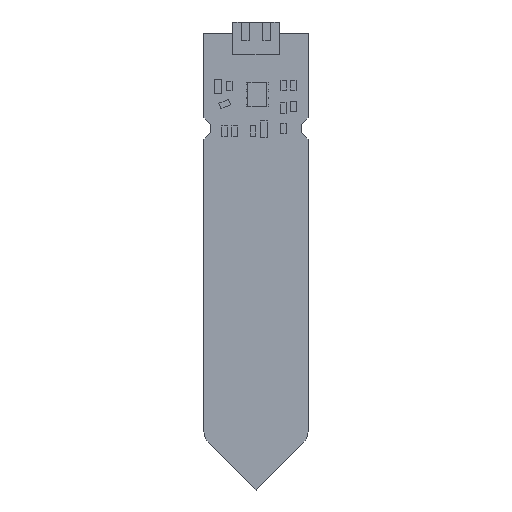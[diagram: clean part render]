
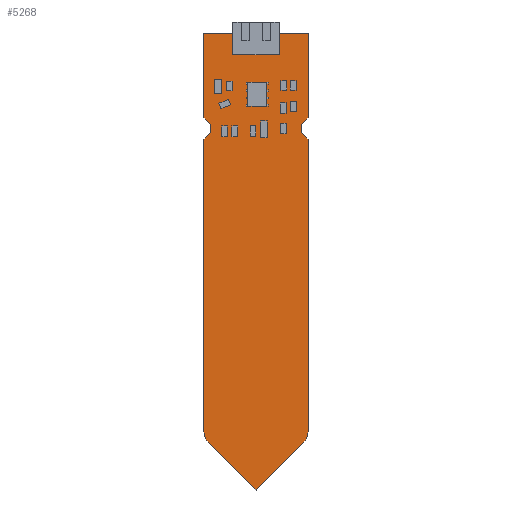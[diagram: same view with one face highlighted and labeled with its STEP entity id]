
A CAD part, top view. The second image highlights one B-rep face of the part: STEP entity #5268.
In plain terms, the highlighted planar face has unit normal (0, 0, 1).
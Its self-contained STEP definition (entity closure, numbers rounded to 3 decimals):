
#75 = EDGE_CURVE ( 'NONE', #934, #4404, #888, .T. ) ;
#94 = ORIENTED_EDGE ( 'NONE', *, *, #3430, .T. ) ;
#186 = CARTESIAN_POINT ( 'NONE',  ( -10.183, -87.317, 0.9 ) ) ;
#207 = ORIENTED_EDGE ( 'NONE', *, *, #3770, .T. ) ;
#215 = CARTESIAN_POINT ( 'NONE',  ( 11.112, -22.5, 0.9 ) ) ;
#261 = DIRECTION ( 'NONE',  ( -0.707, -0.707, 0. ) ) ;
#391 = CARTESIAN_POINT ( 'NONE',  ( -9.75, -19.362, 0.9 ) ) ;
#414 = VECTOR ( 'NONE', #261, 1000. ) ;
#442 = CARTESIAN_POINT ( 'NONE',  ( 11.112, 0., 0.9 ) ) ;
#498 = CARTESIAN_POINT ( 'NONE',  ( 11.112, -85.072, 0.9 ) ) ;
#505 = ORIENTED_EDGE ( 'NONE', *, *, #75, .T. ) ;
#524 = DIRECTION ( 'NONE',  ( 0., 1., 0. ) ) ;
#546 = VECTOR ( 'NONE', #2983, 1000. ) ;
#587 = VECTOR ( 'NONE', #3493, 1000. ) ;
#620 = DIRECTION ( 'NONE',  ( 0., 0., 1. ) ) ;
#667 = LINE ( 'NONE', #998, #2794 ) ;
#756 = CARTESIAN_POINT ( 'NONE',  ( -11.112, 0., 0.9 ) ) ;
#861 = VECTOR ( 'NONE', #2388, 1000. ) ;
#888 = LINE ( 'NONE', #2550, #546 ) ;
#934 = VERTEX_POINT ( 'NONE', #3697 ) ;
#973 = AXIS2_PLACEMENT_3D ( 'NONE', #3514, #620, #3144 ) ;
#998 = CARTESIAN_POINT ( 'NONE',  ( 11.112, -85.072, 0.9 ) ) ;
#1004 = LINE ( 'NONE', #4353, #4092 ) ;
#1018 = CARTESIAN_POINT ( 'NONE',  ( -7.938, -85.072, 0.9 ) ) ;
#1021 = DIRECTION ( 'NONE',  ( 1., 0., 0. ) ) ;
#1026 = LINE ( 'NONE', #186, #3146 ) ;
#1044 = DIRECTION ( 'NONE',  ( 0., -1., 0. ) ) ;
#1067 = EDGE_CURVE ( 'NONE', #5256, #4417, #3324, .T. ) ;
#1118 = VERTEX_POINT ( 'NONE', #2887 ) ;
#1227 = CARTESIAN_POINT ( 'NONE',  ( -11.112, -85.072, 0.9 ) ) ;
#1236 = AXIS2_PLACEMENT_3D ( 'NONE', #1018, #2679, #4369 ) ;
#1468 = ORIENTED_EDGE ( 'NONE', *, *, #3392, .T. ) ;
#1494 = DIRECTION ( 'NONE',  ( -0.707, 0.707, 0. ) ) ;
#1542 = LINE ( 'NONE', #756, #861 ) ;
#1560 = AXIS2_PLACEMENT_3D ( 'NONE', #3422, #4372, #1021 ) ;
#1569 = CARTESIAN_POINT ( 'NONE',  ( -9.75, -21.137, 0.9 ) ) ;
#1593 = ORIENTED_EDGE ( 'NONE', *, *, #4481, .T. ) ;
#1624 = ORIENTED_EDGE ( 'NONE', *, *, #4391, .T. ) ;
#1719 = DIRECTION ( 'NONE',  ( 0., 1., 0. ) ) ;
#1723 = CARTESIAN_POINT ( 'NONE',  ( -11.113, -18., 0.9 ) ) ;
#1731 = EDGE_CURVE ( 'NONE', #4404, #4946, #2558, .T. ) ;
#1828 = VECTOR ( 'NONE', #3978, 1000. ) ;
#1851 = PLANE ( 'NONE',  #973 ) ;
#1868 = CARTESIAN_POINT ( 'NONE',  ( 10.183, -87.317, 0.9 ) ) ;
#1907 = ORIENTED_EDGE ( 'NONE', *, *, #1067, .T. ) ;
#1911 = ORIENTED_EDGE ( 'NONE', *, *, #1731, .T. ) ;
#1958 = ORIENTED_EDGE ( 'NONE', *, *, #3830, .T. ) ;
#2181 = EDGE_CURVE ( 'NONE', #4417, #5147, #2953, .T. ) ;
#2362 = DIRECTION ( 'NONE',  ( 0., -1., 0. ) ) ;
#2375 = EDGE_LOOP ( 'NONE', ( #207, #4541, #1468, #1958, #4406, #4733, #3062, #1907, #4486, #1593, #1624, #2907, #505, #1911, #94 ) ) ;
#2388 = DIRECTION ( 'NONE',  ( -1., 0., 0. ) ) ;
#2445 = VERTEX_POINT ( 'NONE', #4935 ) ;
#2505 = VERTEX_POINT ( 'NONE', #391 ) ;
#2550 = CARTESIAN_POINT ( 'NONE',  ( 9.75, -19.362, 0.9 ) ) ;
#2558 = LINE ( 'NONE', #442, #4094 ) ;
#2595 = EDGE_CURVE ( 'NONE', #3239, #934, #1004, .T. ) ;
#2645 = LINE ( 'NONE', #4335, #4109 ) ;
#2655 = VERTEX_POINT ( 'NONE', #3075 ) ;
#2679 = DIRECTION ( 'NONE',  ( 0., 0., 1. ) ) ;
#2765 = CARTESIAN_POINT ( 'NONE',  ( 11.112, 0., 0.9 ) ) ;
#2770 = LINE ( 'NONE', #3248, #3995 ) ;
#2791 = LINE ( 'NONE', #1569, #414 ) ;
#2794 = VECTOR ( 'NONE', #3098, 1000. ) ;
#2887 = CARTESIAN_POINT ( 'NONE',  ( -11.112, 0., 0.9 ) ) ;
#2907 = ORIENTED_EDGE ( 'NONE', *, *, #2595, .T. ) ;
#2913 = VERTEX_POINT ( 'NONE', #1227 ) ;
#2953 = CIRCLE ( 'NONE', #1560, 3.175 ) ;
#2983 = DIRECTION ( 'NONE',  ( 0.707, 0.707, 0. ) ) ;
#3062 = ORIENTED_EDGE ( 'NONE', *, *, #4494, .T. ) ;
#3075 = CARTESIAN_POINT ( 'NONE',  ( -10.183, -87.317, 0.9 ) ) ;
#3098 = DIRECTION ( 'NONE',  ( 0., 1., 0. ) ) ;
#3144 = DIRECTION ( 'NONE',  ( 1., 0., 0. ) ) ;
#3146 = VECTOR ( 'NONE', #3563, 1000. ) ;
#3164 = CARTESIAN_POINT ( 'NONE',  ( 11.112, -18., 0.9 ) ) ;
#3239 = VERTEX_POINT ( 'NONE', #4210 ) ;
#3248 = CARTESIAN_POINT ( 'NONE',  ( -9.75, -19.362, 0.9 ) ) ;
#3324 = LINE ( 'NONE', #4176, #4965 ) ;
#3392 = EDGE_CURVE ( 'NONE', #2505, #2445, #2770, .T. ) ;
#3422 = CARTESIAN_POINT ( 'NONE',  ( 7.937, -85.072, 0.9 ) ) ;
#3430 = EDGE_CURVE ( 'NONE', #4946, #1118, #1542, .T. ) ;
#3463 = CARTESIAN_POINT ( 'NONE',  ( -11.113, -18., 0.9 ) ) ;
#3483 = CARTESIAN_POINT ( 'NONE',  ( 11.112, -22.5, 0.9 ) ) ;
#3493 = DIRECTION ( 'NONE',  ( 0.707, -0.707, 0. ) ) ;
#3514 = CARTESIAN_POINT ( 'NONE',  ( -7.938, -85.072, 0.9 ) ) ;
#3533 = LINE ( 'NONE', #215, #5436 ) ;
#3563 = DIRECTION ( 'NONE',  ( 0.707, -0.707, 0. ) ) ;
#3568 = LINE ( 'NONE', #3948, #1828 ) ;
#3645 = EDGE_CURVE ( 'NONE', #4004, #2505, #3903, .T. ) ;
#3697 = CARTESIAN_POINT ( 'NONE',  ( 9.75, -19.362, 0.9 ) ) ;
#3770 = EDGE_CURVE ( 'NONE', #1118, #4004, #2645, .T. ) ;
#3830 = EDGE_CURVE ( 'NONE', #2445, #5386, #2791, .T. ) ;
#3896 = VERTEX_POINT ( 'NONE', #3483 ) ;
#3903 = LINE ( 'NONE', #3463, #587 ) ;
#3948 = CARTESIAN_POINT ( 'NONE',  ( -11.113, -22.5, 0.9 ) ) ;
#3978 = DIRECTION ( 'NONE',  ( 0., -1., 0. ) ) ;
#3995 = VECTOR ( 'NONE', #2362, 1000. ) ;
#4004 = VERTEX_POINT ( 'NONE', #1723 ) ;
#4092 = VECTOR ( 'NONE', #524, 1000. ) ;
#4094 = VECTOR ( 'NONE', #1719, 1000. ) ;
#4109 = VECTOR ( 'NONE', #1044, 1000. ) ;
#4176 = CARTESIAN_POINT ( 'NONE',  ( 0., -97.5, 0.9 ) ) ;
#4210 = CARTESIAN_POINT ( 'NONE',  ( 9.75, -21.138, 0.9 ) ) ;
#4332 = CARTESIAN_POINT ( 'NONE',  ( 0., -97.5, 0.9 ) ) ;
#4335 = CARTESIAN_POINT ( 'NONE',  ( -11.112, 0., 0.9 ) ) ;
#4353 = CARTESIAN_POINT ( 'NONE',  ( 9.75, -21.138, 0.9 ) ) ;
#4362 = FACE_OUTER_BOUND ( 'NONE', #2375, .T. ) ;
#4369 = DIRECTION ( 'NONE',  ( 1., 0., 0. ) ) ;
#4372 = DIRECTION ( 'NONE',  ( 0., 0., 1. ) ) ;
#4387 = EDGE_CURVE ( 'NONE', #5386, #2913, #3568, .T. ) ;
#4391 = EDGE_CURVE ( 'NONE', #3896, #3239, #3533, .T. ) ;
#4404 = VERTEX_POINT ( 'NONE', #3164 ) ;
#4406 = ORIENTED_EDGE ( 'NONE', *, *, #4387, .T. ) ;
#4417 = VERTEX_POINT ( 'NONE', #1868 ) ;
#4481 = EDGE_CURVE ( 'NONE', #5147, #3896, #667, .T. ) ;
#4486 = ORIENTED_EDGE ( 'NONE', *, *, #2181, .T. ) ;
#4494 = EDGE_CURVE ( 'NONE', #2655, #5256, #1026, .T. ) ;
#4541 = ORIENTED_EDGE ( 'NONE', *, *, #3645, .T. ) ;
#4636 = CARTESIAN_POINT ( 'NONE',  ( -11.113, -22.5, 0.9 ) ) ;
#4655 = DIRECTION ( 'NONE',  ( 0.707, 0.707, 0. ) ) ;
#4733 = ORIENTED_EDGE ( 'NONE', *, *, #4961, .T. ) ;
#4935 = CARTESIAN_POINT ( 'NONE',  ( -9.75, -21.137, 0.9 ) ) ;
#4946 = VERTEX_POINT ( 'NONE', #2765 ) ;
#4961 = EDGE_CURVE ( 'NONE', #2913, #2655, #5162, .T. ) ;
#4965 = VECTOR ( 'NONE', #4655, 1000. ) ;
#5147 = VERTEX_POINT ( 'NONE', #498 ) ;
#5162 = CIRCLE ( 'NONE', #1236, 3.175 ) ;
#5256 = VERTEX_POINT ( 'NONE', #4332 ) ;
#5268 = ADVANCED_FACE ( 'NONE', ( #4362 ), #1851, .T. ) ;
#5386 = VERTEX_POINT ( 'NONE', #4636 ) ;
#5436 = VECTOR ( 'NONE', #1494, 1000. ) ;
